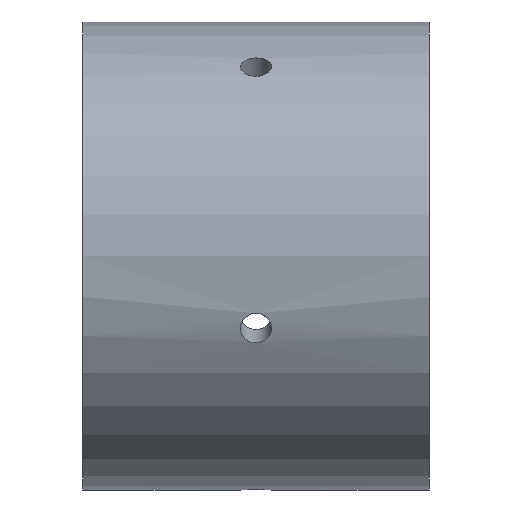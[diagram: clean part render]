
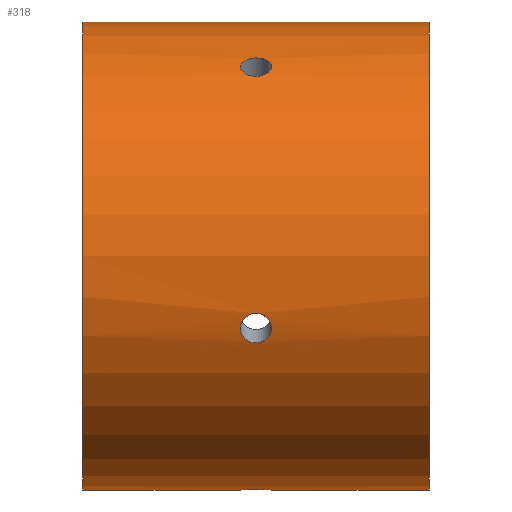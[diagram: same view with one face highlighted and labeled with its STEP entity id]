
A CAD part, front view. The second image highlights one B-rep face of the part: STEP entity #318.
In plain terms, the highlighted cylindrical face has radius 34.29 mm (diameter 68.58 mm), a partial arc.
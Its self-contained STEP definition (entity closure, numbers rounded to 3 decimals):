
#97=CARTESIAN_POINT('Vertex',(50.8,0.,34.29)) ;
#99=CARTESIAN_POINT('Vertex',(50.8,0.,-34.29)) ;
#102=CARTESIAN_POINT('Axis2P3D Location',(50.8,0.,0.)) ;
#186=CARTESIAN_POINT('Axis2P3D Location',(0.,0.,0.)) ;
#190=CARTESIAN_POINT('Vertex',(0.,0.,-34.29)) ;
#192=CARTESIAN_POINT('Vertex',(0.,0.,34.29)) ;
#209=CARTESIAN_POINT('Axis2P3D Location',(25.4,0.,0.)) ;
#214=CARTESIAN_POINT('Line Origine',(25.4,0.,-34.29)) ;
#218=CARTESIAN_POINT('Vertex',(27.686,0.,-34.29)) ;
#221=CARTESIAN_POINT('Line Origine',(25.4,0.,34.29)) ;
#226=CARTESIAN_POINT('Line Origine',(25.4,0.,-34.29)) ;
#230=CARTESIAN_POINT('Vertex',(23.114,0.,-34.29)) ;
#234=CARTESIAN_POINT('Control Point',(23.114,0.,-34.29)) ;
#235=CARTESIAN_POINT('Control Point',(23.114,-0.661,-34.29)) ;
#236=CARTESIAN_POINT('Control Point',(23.353,-1.321,-34.274)) ;
#237=CARTESIAN_POINT('Control Point',(23.831,-1.864,-34.241)) ;
#238=CARTESIAN_POINT('Control Point',(25.191,-2.56,-34.196)) ;
#239=CARTESIAN_POINT('Control Point',(26.693,-2.137,-34.223)) ;
#240=CARTESIAN_POINT('Control Point',(27.357,-1.552,-34.268)) ;
#241=CARTESIAN_POINT('Control Point',(27.686,-0.776,-34.29)) ;
#242=CARTESIAN_POINT('Control Point',(27.686,0.,-34.29)) ;
#253=CARTESIAN_POINT('Control Point',(27.686,-20.155,27.741)) ;
#254=CARTESIAN_POINT('Control Point',(27.686,-20.64,27.389)) ;
#255=CARTESIAN_POINT('Control Point',(27.49,-21.117,27.026)) ;
#256=CARTESIAN_POINT('Control Point',(27.096,-21.515,26.704)) ;
#257=CARTESIAN_POINT('Control Point',(26.305,-21.914,26.375)) ;
#258=CARTESIAN_POINT('Control Point',(25.399,-21.983,26.317)) ;
#259=CARTESIAN_POINT('Control Point',(25.095,-21.967,26.33)) ;
#260=CARTESIAN_POINT('Control Point',(24.269,-21.817,26.455)) ;
#261=CARTESIAN_POINT('Control Point',(23.59,-21.392,26.803)) ;
#262=CARTESIAN_POINT('Control Point',(23.273,-21.02,27.1)) ;
#263=CARTESIAN_POINT('Control Point',(23.114,-20.591,27.425)) ;
#264=CARTESIAN_POINT('Control Point',(23.114,-20.155,27.741)) ;
#265=CARTESIAN_POINT('Vertex',(27.686,-20.155,27.741)) ;
#267=CARTESIAN_POINT('Vertex',(23.114,-20.155,27.741)) ;
#271=CARTESIAN_POINT('Control Point',(23.114,-20.155,27.741)) ;
#272=CARTESIAN_POINT('Control Point',(23.114,-19.621,28.129)) ;
#273=CARTESIAN_POINT('Control Point',(23.353,-19.077,28.505)) ;
#274=CARTESIAN_POINT('Control Point',(23.831,-18.618,28.798)) ;
#275=CARTESIAN_POINT('Control Point',(25.191,-18.028,29.17)) ;
#276=CARTESIAN_POINT('Control Point',(26.693,-18.387,28.943)) ;
#277=CARTESIAN_POINT('Control Point',(27.357,-18.886,28.636)) ;
#278=CARTESIAN_POINT('Control Point',(27.686,-19.527,28.197)) ;
#279=CARTESIAN_POINT('Control Point',(27.686,-20.155,27.741)) ;
#286=CARTESIAN_POINT('Control Point',(27.686,-32.612,-10.596)) ;
#287=CARTESIAN_POINT('Control Point',(27.686,-32.427,-11.166)) ;
#288=CARTESIAN_POINT('Control Point',(27.49,-32.229,-11.732)) ;
#289=CARTESIAN_POINT('Control Point',(27.096,-32.045,-12.21)) ;
#290=CARTESIAN_POINT('Control Point',(26.305,-31.856,-12.691)) ;
#291=CARTESIAN_POINT('Control Point',(25.399,-31.822,-12.774)) ;
#292=CARTESIAN_POINT('Control Point',(25.095,-31.829,-12.756)) ;
#293=CARTESIAN_POINT('Control Point',(24.269,-31.902,-12.575)) ;
#294=CARTESIAN_POINT('Control Point',(23.59,-32.101,-12.063)) ;
#295=CARTESIAN_POINT('Control Point',(23.273,-32.269,-11.617)) ;
#296=CARTESIAN_POINT('Control Point',(23.114,-32.445,-11.108)) ;
#297=CARTESIAN_POINT('Control Point',(23.114,-32.612,-10.596)) ;
#298=CARTESIAN_POINT('Vertex',(27.686,-32.612,-10.596)) ;
#300=CARTESIAN_POINT('Vertex',(23.114,-32.612,-10.596)) ;
#304=CARTESIAN_POINT('Control Point',(23.114,-32.612,-10.596)) ;
#305=CARTESIAN_POINT('Control Point',(23.114,-32.816,-9.968)) ;
#306=CARTESIAN_POINT('Control Point',(23.353,-33.005,-9.335)) ;
#307=CARTESIAN_POINT('Control Point',(23.831,-33.142,-8.808)) ;
#308=CARTESIAN_POINT('Control Point',(25.191,-33.313,-8.132)) ;
#309=CARTESIAN_POINT('Control Point',(26.693,-33.209,-8.543)) ;
#310=CARTESIAN_POINT('Control Point',(27.357,-33.071,-9.113)) ;
#311=CARTESIAN_POINT('Control Point',(27.686,-32.852,-9.858)) ;
#312=CARTESIAN_POINT('Control Point',(27.686,-32.612,-10.596)) ;
#216=VECTOR('Line Direction',#215,1.) ;
#223=VECTOR('Line Direction',#222,1.) ;
#228=VECTOR('Line Direction',#227,1.) ;
#103=DIRECTION('Axis2P3D Direction',(-1.,0.,0.)) ;
#187=DIRECTION('Axis2P3D Direction',(-1.,0.,0.)) ;
#210=DIRECTION('Axis2P3D Direction',(-1.,0.,0.)) ;
#211=DIRECTION('Axis2P3D XDirection',(-0.,0.,1.)) ;
#215=DIRECTION('Vector Direction',(-1.,0.,0.)) ;
#222=DIRECTION('Vector Direction',(-1.,0.,0.)) ;
#227=DIRECTION('Vector Direction',(-1.,0.,0.)) ;
#104=AXIS2_PLACEMENT_3D('Circle Axis2P3D',#102,#103,$) ;
#188=AXIS2_PLACEMENT_3D('Circle Axis2P3D',#186,#187,$) ;
#212=AXIS2_PLACEMENT_3D('Cylinder Axis2P3D',#209,#210,#211) ;
#217=LINE('Line',#214,#216) ;
#224=LINE('Line',#221,#223) ;
#229=LINE('Line',#226,#228) ;
#105=CIRCLE('generated circle',#104,34.29) ;
#189=CIRCLE('generated circle',#188,34.29) ;
#213=CYLINDRICAL_SURFACE('generated cylinder',#212,34.29) ;
#284=FACE_BOUND('',#281,.T.) ;
#317=FACE_BOUND('',#314,.T.) ;
#106=EDGE_CURVE('',#100,#98,#105,.T.) ;
#194=EDGE_CURVE('',#191,#193,#189,.T.) ;
#220=EDGE_CURVE('',#219,#100,#217,.F.) ;
#225=EDGE_CURVE('',#193,#98,#224,.F.) ;
#232=EDGE_CURVE('',#191,#231,#229,.F.) ;
#243=EDGE_CURVE('',#231,#219,#233,.T.) ;
#269=EDGE_CURVE('',#266,#268,#252,.T.) ;
#280=EDGE_CURVE('',#268,#266,#270,.T.) ;
#302=EDGE_CURVE('',#299,#301,#285,.T.) ;
#313=EDGE_CURVE('',#301,#299,#303,.T.) ;
#245=ORIENTED_EDGE('',*,*,#220,.T.) ;
#246=ORIENTED_EDGE('',*,*,#106,.T.) ;
#247=ORIENTED_EDGE('',*,*,#225,.F.) ;
#248=ORIENTED_EDGE('',*,*,#194,.F.) ;
#249=ORIENTED_EDGE('',*,*,#232,.T.) ;
#250=ORIENTED_EDGE('',*,*,#243,.T.) ;
#282=ORIENTED_EDGE('',*,*,#269,.T.) ;
#283=ORIENTED_EDGE('',*,*,#280,.T.) ;
#315=ORIENTED_EDGE('',*,*,#302,.T.) ;
#316=ORIENTED_EDGE('',*,*,#313,.T.) ;
#244=EDGE_LOOP('',(#245,#246,#247,#248,#249,#250)) ;
#281=EDGE_LOOP('',(#282,#283)) ;
#314=EDGE_LOOP('',(#315,#316)) ;
#98=VERTEX_POINT('',#97) ;
#100=VERTEX_POINT('',#99) ;
#191=VERTEX_POINT('',#190) ;
#193=VERTEX_POINT('',#192) ;
#219=VERTEX_POINT('',#218) ;
#231=VERTEX_POINT('',#230) ;
#266=VERTEX_POINT('',#265) ;
#268=VERTEX_POINT('',#267) ;
#299=VERTEX_POINT('',#298) ;
#301=VERTEX_POINT('',#300) ;
#318=ADVANCED_FACE('PartBody',(#251,#284,#317),#213,.T.) ;
#233=B_SPLINE_CURVE_WITH_KNOTS('',5,(#234,#235,#236,#237,#238,#239,#240,#241,#242),.UNSPECIFIED.,.F.,.U.,(6,3,6),(10.159,14.829,20.318),.UNSPECIFIED.) ;
#252=B_SPLINE_CURVE_WITH_KNOTS('',5,(#253,#254,#255,#256,#257,#258,#259,#260,#261,#262,#263,#264),.UNSPECIFIED.,.F.,.U.,(6,3,3,6),(0.,4.236,6.352,10.159),.UNSPECIFIED.) ;
#270=B_SPLINE_CURVE_WITH_KNOTS('',5,(#271,#272,#273,#274,#275,#276,#277,#278,#279),.UNSPECIFIED.,.F.,.U.,(6,3,6),(10.159,14.829,20.318),.UNSPECIFIED.) ;
#285=B_SPLINE_CURVE_WITH_KNOTS('',5,(#286,#287,#288,#289,#290,#291,#292,#293,#294,#295,#296,#297),.UNSPECIFIED.,.F.,.U.,(6,3,3,6),(0.,4.236,6.352,10.159),.UNSPECIFIED.) ;
#303=B_SPLINE_CURVE_WITH_KNOTS('',5,(#304,#305,#306,#307,#308,#309,#310,#311,#312),.UNSPECIFIED.,.F.,.U.,(6,3,6),(10.159,14.829,20.318),.UNSPECIFIED.) ;
#251=FACE_OUTER_BOUND('',#244,.T.) ;
